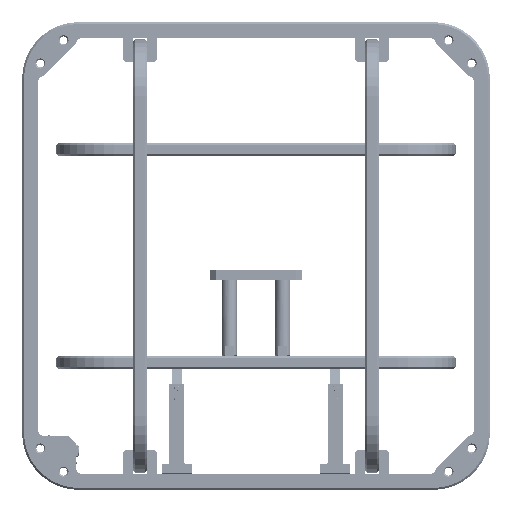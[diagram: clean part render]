
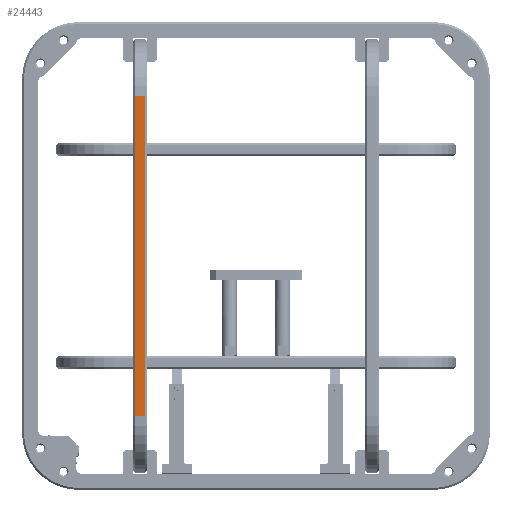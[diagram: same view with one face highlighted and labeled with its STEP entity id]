
A CAD part, left-side view. The second image highlights one B-rep face of the part: STEP entity #24443.
In plain terms, the highlighted face is planar.
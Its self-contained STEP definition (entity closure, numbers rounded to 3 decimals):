
#1993=LINE('',#51101,#2897);
#1994=LINE('',#51104,#2898);
#1995=LINE('',#51106,#2899);
#1996=LINE('',#51108,#2900);
#2897=VECTOR('',#42771,1000.);
#2898=VECTOR('',#42772,1000.);
#2899=VECTOR('',#42773,1000.);
#2900=VECTOR('',#42774,1000.);
#4692=ORIENTED_EDGE('',*,*,#9755,.T.);
#4693=ORIENTED_EDGE('',*,*,#9756,.T.);
#4694=ORIENTED_EDGE('',*,*,#9757,.T.);
#4695=ORIENTED_EDGE('',*,*,#9758,.T.);
#9755=EDGE_CURVE('',#12453,#12454,#1993,.T.);
#9756=EDGE_CURVE('',#12454,#12455,#1994,.T.);
#9757=EDGE_CURVE('',#12455,#12456,#1995,.F.);
#9758=EDGE_CURVE('',#12456,#12453,#1996,.T.);
#12453=VERTEX_POINT('',#51102);
#12454=VERTEX_POINT('',#51103);
#12455=VERTEX_POINT('',#51105);
#12456=VERTEX_POINT('',#51107);
#16842=EDGE_LOOP('',(#4692,#4693,#4694,#4695));
#20546=FACE_BOUND('',#16842,.T.);
#23506=PLANE('',#38117);
#24443=ADVANCED_FACE('',(#20546),#23506,.F.);
#38117=AXIS2_PLACEMENT_3D('',#51100,#42769,#42770);
#42769=DIRECTION('',(0.,0.,-1.));
#42770=DIRECTION('',(-1.,0.,0.));
#42771=DIRECTION('',(-1.,0.,0.));
#42772=DIRECTION('',(0.,-1.,0.));
#42773=DIRECTION('',(-1.,0.,0.));
#42774=DIRECTION('',(0.,1.,0.));
#51100=CARTESIAN_POINT('',(17.5,-100.,21.));
#51101=CARTESIAN_POINT('',(17.5,885.998,21.));
#51102=CARTESIAN_POINT('',(12.5,885.998,21.));
#51103=CARTESIAN_POINT('',(-12.5,885.998,21.));
#51104=CARTESIAN_POINT('',(-12.5,-100.,21.));
#51105=CARTESIAN_POINT('',(-12.5,50.,21.));
#51106=CARTESIAN_POINT('',(17.5,50.,21.));
#51107=CARTESIAN_POINT('',(12.5,50.,21.));
#51108=CARTESIAN_POINT('',(12.5,-100.,21.));
